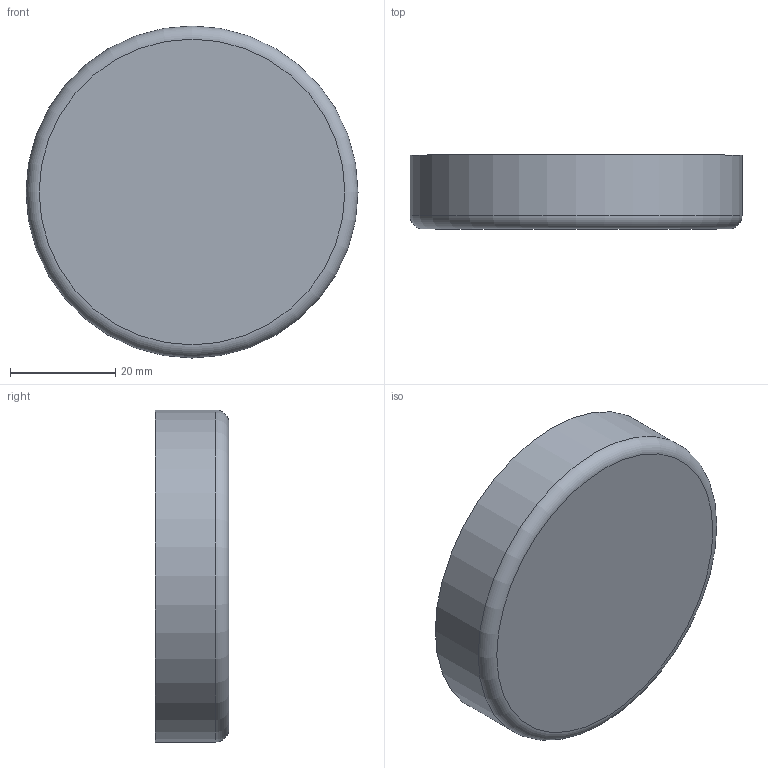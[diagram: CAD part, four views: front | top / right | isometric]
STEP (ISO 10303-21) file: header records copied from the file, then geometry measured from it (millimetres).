
FILE_DESCRIPTION(/* description */ ('','CAx-IF Rec.Pracs.---Representation and Presentation of Product Manufacturing Information (PMI)---4.0---2014-10-13'),/* implementation_level */ '2;1');
FILE_NAME(/* name */ 'GM16409.stp',/* time_stamp */ '2020-09-03T10:25:15+02:00',/* author */ ('tm'),/* organization */ (''),/* preprocessor_version */ 'ST-DEVELOPER v17.2',/* originating_system */ 'Autodesk Inventor 2019',/* authorisation */ '');
FILE_SCHEMA (('AP242_MANAGED_MODEL_BASED_3D_ENGINEERING_MIM_LF { 1 0 10303 442 1 1 4 }'));
Length unit declared in the file: millimetre
Products named in the file (4): GM16409; E0134935; E0134934; E0134933
Assembly tree (3 placements, depth 2):
  GM16409
    E0134935
    E0134934
    E0134933
Bounding box: 63 x 14 x 63 mm (x, y, z)
Volume: 43380.7 mm3; surface area: 23582.2 mm2
Topology: 3 solids, 3 shells, 14 faces, 51 edges, 57 vertices
Faces by surface type: plane 6, cylinder 5, torus 3
Full cylindrical faces by diameter (mm): 58.2 x2, 60 x2, 63 x1
Entity records: 733 total; most frequent: CARTESIAN_POINT 118, DIRECTION 115, ORIENTED_EDGE 72, AXIS2_PLACEMENT_3D 55, EDGE_CURVE 36, CIRCLE 34, VERTEX_POINT 28, STYLED_ITEM 24
